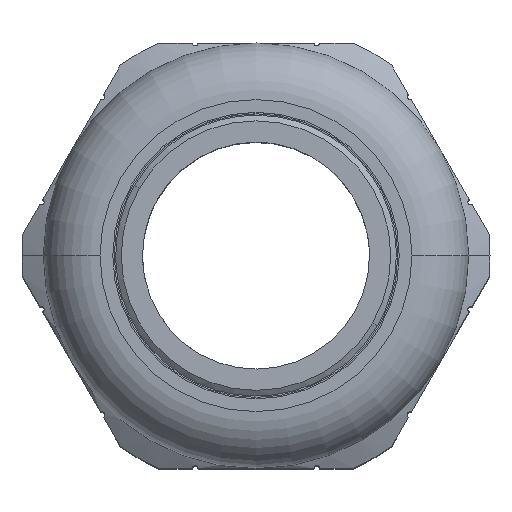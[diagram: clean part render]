
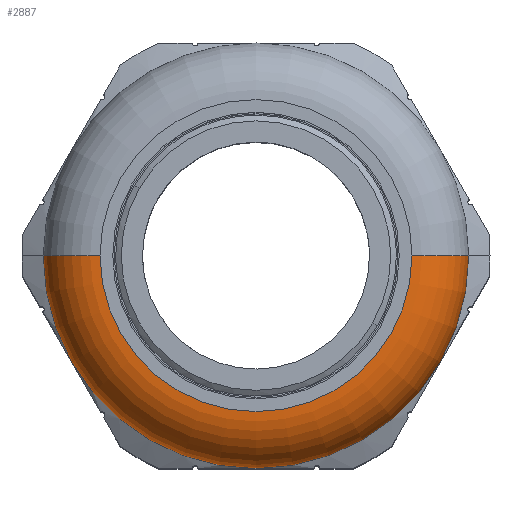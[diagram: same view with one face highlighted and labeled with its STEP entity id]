
A CAD part, top view. The second image highlights one B-rep face of the part: STEP entity #2887.
In plain terms, the highlighted toroidal (fillet/blend) face has major radius 11 mm and minor radius 4 mm.
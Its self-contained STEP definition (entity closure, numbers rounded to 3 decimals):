
#2836=AXIS2_PLACEMENT_3D('Circle Axis2P3D',#2834,#2835,$) ;
#2860=AXIS2_PLACEMENT_3D('Torus Axis2P3D',#2857,#2858,#2859) ;
#2864=AXIS2_PLACEMENT_3D('Circle Axis2P3D',#2862,#2863,$) ;
#2871=AXIS2_PLACEMENT_3D('Circle Axis2P3D',#2869,#2870,$) ;
#2878=AXIS2_PLACEMENT_3D('Circle Axis2P3D',#2876,#2877,$) ;
#2834=CARTESIAN_POINT('Axis2P3D Location',(16.5,15.,36.5)) ;
#2838=CARTESIAN_POINT('Vertex',(5.5,15.,36.5)) ;
#2840=CARTESIAN_POINT('Vertex',(27.5,15.,36.5)) ;
#2857=CARTESIAN_POINT('Axis2P3D Location',(16.5,15.,32.5)) ;
#2862=CARTESIAN_POINT('Axis2P3D Location',(5.5,15.,32.5)) ;
#2866=CARTESIAN_POINT('Vertex',(1.5,15.,32.5)) ;
#2869=CARTESIAN_POINT('Axis2P3D Location',(16.5,15.,32.5)) ;
#2873=CARTESIAN_POINT('Vertex',(31.5,15.,32.5)) ;
#2876=CARTESIAN_POINT('Axis2P3D Location',(27.5,15.,32.5)) ;
#2835=DIRECTION('Axis2P3D Direction',(0.,0.,1.)) ;
#2858=DIRECTION('Axis2P3D Direction',(0.,0.,1.)) ;
#2859=DIRECTION('Axis2P3D XDirection',(-1.,0.,0.)) ;
#2863=DIRECTION('Axis2P3D Direction',(0.,1.,-0.)) ;
#2870=DIRECTION('Axis2P3D Direction',(0.,0.,1.)) ;
#2877=DIRECTION('Axis2P3D Direction',(0.,-1.,0.)) ;
#2882=ORIENTED_EDGE('',*,*,#2868,.T.) ;
#2883=ORIENTED_EDGE('',*,*,#2875,.F.) ;
#2884=ORIENTED_EDGE('',*,*,#2880,.T.) ;
#2885=ORIENTED_EDGE('',*,*,#2842,.F.) ;
#2887=ADVANCED_FACE('Hauptk\X2\00F6\X0\rper',(#2886),#2861,.T.) ;
#2837=CIRCLE('generated circle',#2836,11.) ;
#2865=CIRCLE('generated circle',#2864,4.) ;
#2872=CIRCLE('generated circle',#2871,15.) ;
#2879=CIRCLE('generated circle',#2878,4.) ;
#2861=TOROIDAL_SURFACE('homeo Torus',#2860,11.,4.) ;
#2842=EDGE_CURVE('',#2839,#2841,#2837,.T.) ;
#2868=EDGE_CURVE('',#2839,#2867,#2865,.F.) ;
#2875=EDGE_CURVE('',#2874,#2867,#2872,.F.) ;
#2880=EDGE_CURVE('',#2874,#2841,#2879,.T.) ;
#2881=EDGE_LOOP('',(#2882,#2883,#2884,#2885)) ;
#2886=FACE_OUTER_BOUND('',#2881,.T.) ;
#2839=VERTEX_POINT('',#2838) ;
#2841=VERTEX_POINT('',#2840) ;
#2867=VERTEX_POINT('',#2866) ;
#2874=VERTEX_POINT('',#2873) ;
